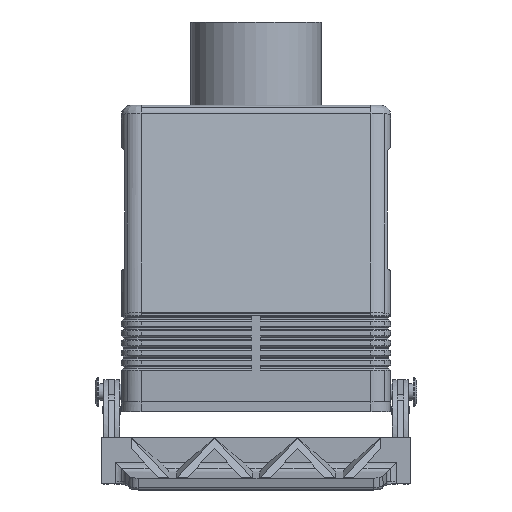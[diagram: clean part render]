
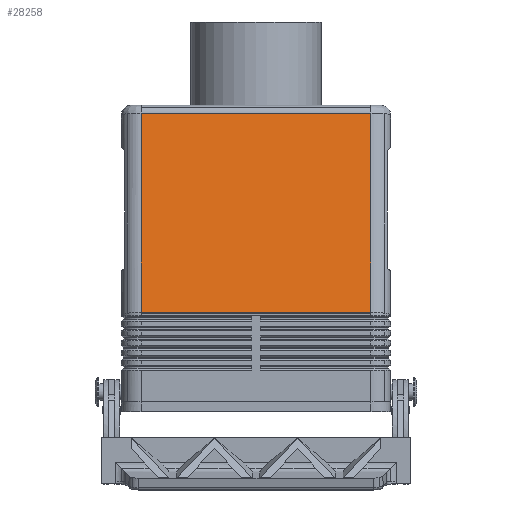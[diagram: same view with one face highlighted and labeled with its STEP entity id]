
A CAD part, left-side view. The second image highlights one B-rep face of the part: STEP entity #28258.
In plain terms, the highlighted planar face has unit normal (-0.986, 0, 0.166).
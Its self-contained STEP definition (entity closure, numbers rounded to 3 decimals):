
#3663=CARTESIAN_POINT('',(-46.667,-35.25,30.493));
#3664=VERTEX_POINT('',#3663);
#3672=CARTESIAN_POINT('',(-46.667,35.25,30.493));
#3673=VERTEX_POINT('',#3672);
#3674=CARTESIAN_POINT('',(-46.667,-35.25,30.493));
#3675=DIRECTION('',(0.0,1.0,0.0));
#3676=VECTOR('',#3675,70.5);
#3677=LINE('',#3674,#3676);
#3678=EDGE_CURVE('',#3664,#3673,#3677,.T.);
#18125=CARTESIAN_POINT('',(-36.42,-35.25,91.497));
#18126=VERTEX_POINT('',#18125);
#18134=CARTESIAN_POINT('',(-36.42,-35.25,91.497));
#18135=DIRECTION('',(-0.166,0.0,-0.986));
#18136=VECTOR('',#18135,61.858);
#18137=LINE('',#18134,#18136);
#18138=EDGE_CURVE('',#18126,#3664,#18137,.T.);
#26242=CARTESIAN_POINT('',(-36.42,35.25,91.497));
#26243=VERTEX_POINT('',#26242);
#26251=CARTESIAN_POINT('',(-36.42,35.25,91.497));
#26252=DIRECTION('',(0.0,-1.0,0.0));
#26253=VECTOR('',#26252,70.5);
#26254=LINE('',#26251,#26253);
#26255=EDGE_CURVE('',#26243,#18126,#26254,.T.);
#26646=CARTESIAN_POINT('',(-46.667,35.25,30.493));
#26647=DIRECTION('',(0.166,0.0,0.986));
#26648=VECTOR('',#26647,61.858);
#26649=LINE('',#26646,#26648);
#26650=EDGE_CURVE('',#3673,#26243,#26649,.T.);
#28247=CARTESIAN_POINT('',(-36.0,0.0,94.0));
#28248=DIRECTION('',(-0.986,0.0,0.166));
#28249=DIRECTION('',(0.166,0.0,0.986));
#28250=AXIS2_PLACEMENT_3D('',#28247,#28248,#28249);
#28251=PLANE('',#28250);
#28252=ORIENTED_EDGE('',*,*,#26255,.F.);
#28253=ORIENTED_EDGE('',*,*,#26650,.F.);
#28254=ORIENTED_EDGE('',*,*,#3678,.F.);
#28255=ORIENTED_EDGE('',*,*,#18138,.F.);
#28256=EDGE_LOOP('',(#28252,#28253,#28254,#28255));
#28257=FACE_OUTER_BOUND('',#28256,.T.);
#28258=ADVANCED_FACE('',(#28257),#28251,.T.);
